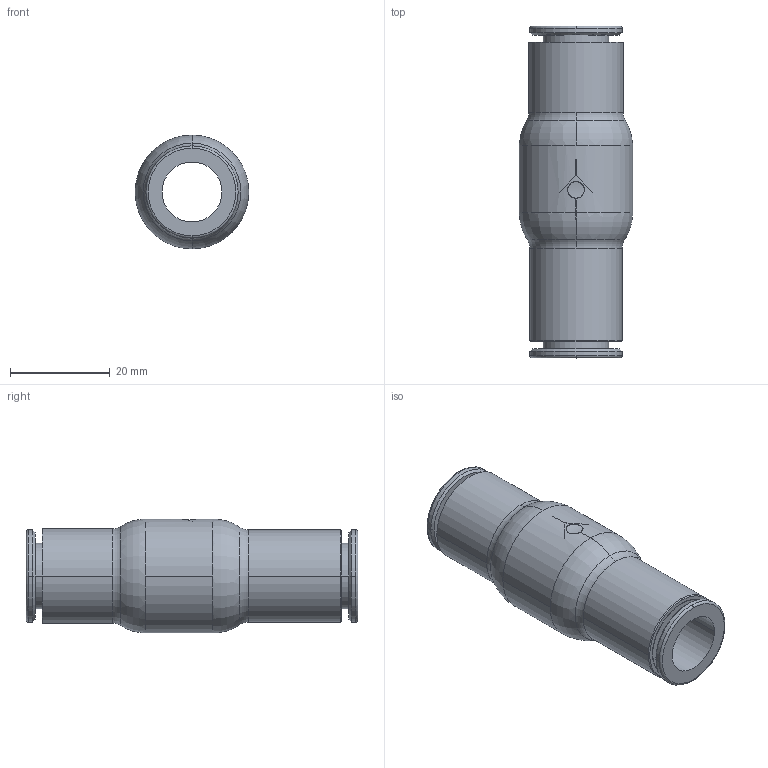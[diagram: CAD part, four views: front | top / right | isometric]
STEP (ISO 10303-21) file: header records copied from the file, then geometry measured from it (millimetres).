
FILE_DESCRIPTION(('STEP AP214'),'1');
FILE_NAME('7996_12_00.stp','2016-07-07T14:53:33',('TraceParts'),('TraceParts S.A.'),'Spatial InterOp 3D',' ',' ');
FILE_SCHEMA(('automotive_design'));
Length unit declared in the file: millimetre
Products named in the file (1): 1
Bounding box: 22.8 x 66.54 x 22.8 mm (x, y, z)
Volume: 13172.5 mm3; surface area: 7534.3 mm2
Topology: 1 solids, 1 shells, 64 faces, 162 edges, 107 vertices
Faces by surface type: cylinder 24, plane 22, torus 14, cone 4
Entity records: 2144 total; most frequent: CARTESIAN_POINT 503, DIRECTION 377, ORIENTED_EDGE 324, EDGE_CURVE 162, AXIS2_PLACEMENT_3D 160, VERTEX_POINT 107, CIRCLE 91, EDGE_LOOP 73
